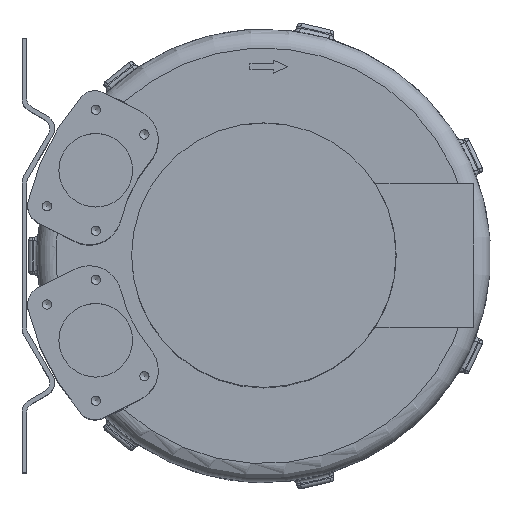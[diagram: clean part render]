
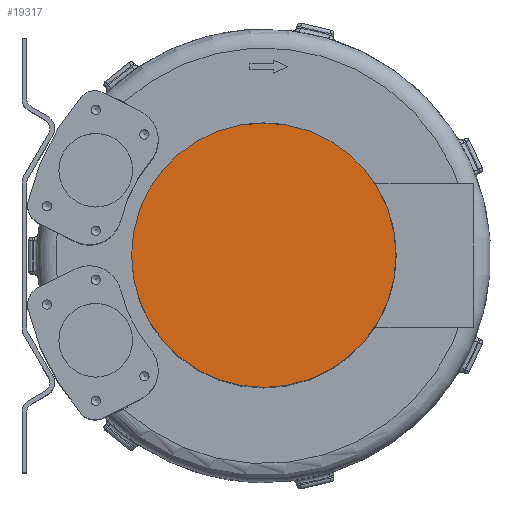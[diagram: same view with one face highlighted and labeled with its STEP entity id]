
A CAD part, top view. The second image highlights one B-rep face of the part: STEP entity #19317.
In plain terms, the highlighted planar face has unit normal (0, 0, 1).
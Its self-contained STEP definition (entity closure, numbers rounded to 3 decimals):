
#19165=CARTESIAN_POINT('',(70.0,0.,186.0));
#19166=VERTEX_POINT('',#19165);
#19167=CARTESIAN_POINT('',(0.0,0.0,186.0));
#19168=DIRECTION('',(0.0,0.0,-1.0));
#19169=DIRECTION('',(-1.0,0.0,0.0));
#19170=AXIS2_PLACEMENT_3D('',#19167,#19168,#19169);
#19171=CIRCLE('',#19170,70.0);
#19172=EDGE_CURVE('',#19166,#19166,#19171,.T.);
#19309=CARTESIAN_POINT('',(0.0,0.0,186.0));
#19310=DIRECTION('',(0.0,0.0,-1.0));
#19311=DIRECTION('',(-1.0,0.0,0.0));
#19312=AXIS2_PLACEMENT_3D('',#19309,#19310,#19311);
#19313=PLANE('',#19312);
#19314=ORIENTED_EDGE('',*,*,#19172,.F.);
#19315=EDGE_LOOP('',(#19314));
#19316=FACE_OUTER_BOUND('',#19315,.T.);
#19317=ADVANCED_FACE('',(#19316),#19313,.F.);
